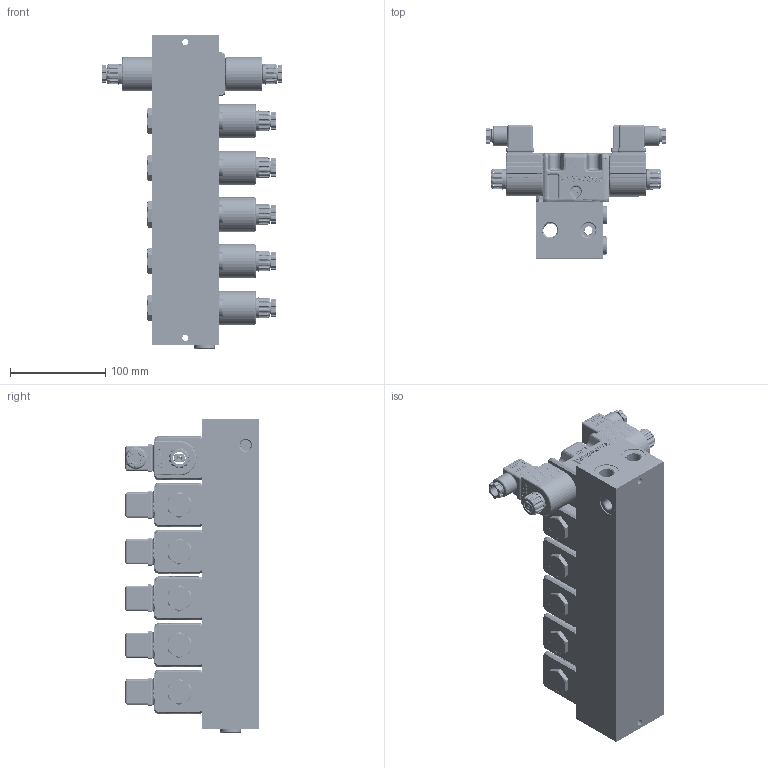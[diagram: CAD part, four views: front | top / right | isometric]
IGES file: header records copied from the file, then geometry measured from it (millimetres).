
Start section: SolidWorks IGES file using analytic representation for surfaces
Global section: file name: P15112020.igs; native system: SolidWorks 2014; preprocessor: SolidWorks 2014; author: serviziopdm; date: 160218.163230; units: millimetre
Bounding box: 189.6 x 139.5 x 329 mm (x, y, z)
Surface area: 313305.2 mm2 (no closed solid volume)
Topology: 0 solids, 0 shells, 5488 faces, 77169 edges, 77028 vertices
Faces by surface type: bspline 3161, revolution 2327
